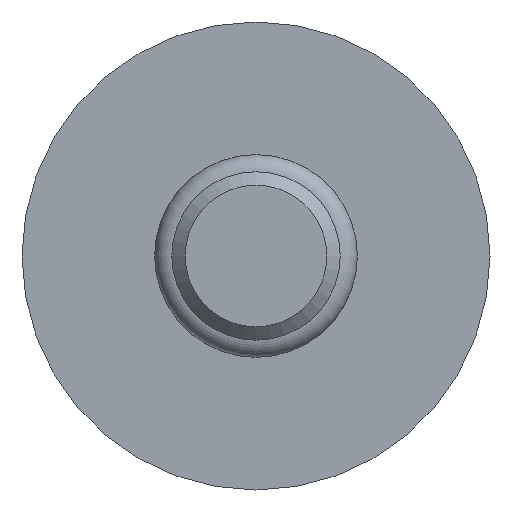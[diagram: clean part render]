
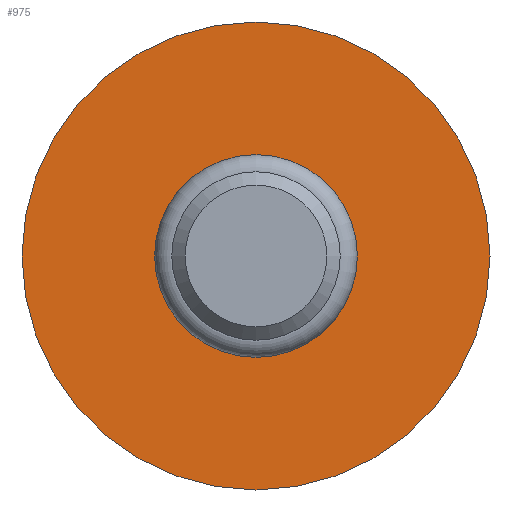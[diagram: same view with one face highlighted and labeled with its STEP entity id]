
A CAD part, front view. The second image highlights one B-rep face of the part: STEP entity #975.
In plain terms, the highlighted face is planar.
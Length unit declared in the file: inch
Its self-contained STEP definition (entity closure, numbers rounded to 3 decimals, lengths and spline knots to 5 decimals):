
#208=FACE_BOUND('',#346,.T.);
#229=PLANE('',#1175);
#284=FACE_OUTER_BOUND('',#345,.T.);
#345=EDGE_LOOP('',(#911));
#346=EDGE_LOOP('',(#912));
#395=CIRCLE('',#1169,0.161);
#398=CIRCLE('',#1173,0.4375);
#489=VERTEX_POINT('',#1937);
#492=VERTEX_POINT('',#1945);
#627=EDGE_CURVE('',#489,#489,#395,.T.);
#632=EDGE_CURVE('',#492,#492,#398,.T.);
#911=ORIENTED_EDGE('',*,*,#632,.T.);
#912=ORIENTED_EDGE('',*,*,#627,.T.);
#975=ADVANCED_FACE('',(#284,#208),#229,.T.);
#1169=AXIS2_PLACEMENT_3D('',#1938,#1434,#1435);
#1173=AXIS2_PLACEMENT_3D('',#1947,#1444,#1445);
#1175=AXIS2_PLACEMENT_3D('',#1949,#1448,#1449);
#1434=DIRECTION('center_axis',(0.,0.,1.));
#1435=DIRECTION('ref_axis',(-1.,0.,0.));
#1444=DIRECTION('center_axis',(0.,0.,-1.));
#1445=DIRECTION('ref_axis',(-1.,0.,0.));
#1448=DIRECTION('center_axis',(0.,0.,-1.));
#1449=DIRECTION('ref_axis',(-1.,0.,0.));
#1937=CARTESIAN_POINT('',(0.161,0.,0.));
#1938=CARTESIAN_POINT('Origin',(0.,0.,0.));
#1945=CARTESIAN_POINT('',(0.4375,0.,0.));
#1947=CARTESIAN_POINT('Origin',(0.,0.,0.));
#1949=CARTESIAN_POINT('Origin',(0.,0.,0.));
